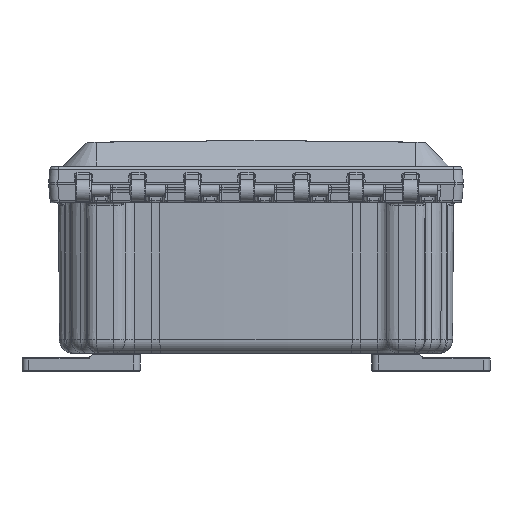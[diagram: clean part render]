
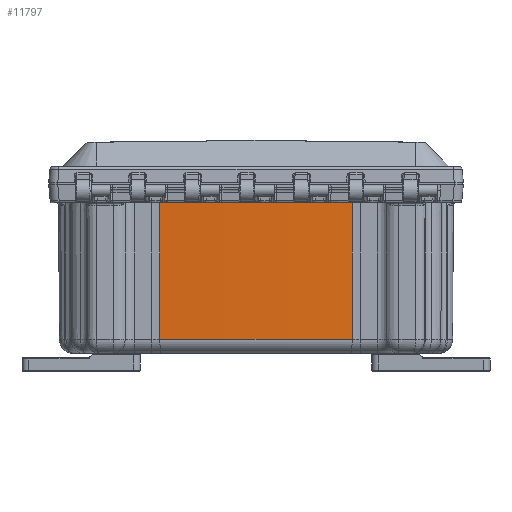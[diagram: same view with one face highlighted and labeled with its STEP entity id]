
A CAD part, left-side view. The second image highlights one B-rep face of the part: STEP entity #11797.
In plain terms, the highlighted conical face has half-angle 0.25 degrees and reference radius 1537.47 mm.
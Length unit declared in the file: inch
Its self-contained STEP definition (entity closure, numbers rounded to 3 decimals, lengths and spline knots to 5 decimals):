
#6582 = AXIS2_PLACEMENT_3D ( 'NONE', #86337, #28148, #83541 ) ;
#7809 = EDGE_CURVE ( 'NONE', #106309, #73992, #110728, .T. ) ;
#8509 = FACE_OUTER_BOUND ( 'NONE', #117258, .T. ) ;
#10280 = CARTESIAN_POINT ( 'NONE',  ( 56.32865, -0.22035, 2.11528 ) ) ;
#10321 = CARTESIAN_POINT ( 'NONE',  ( -4.13515, -2.86299, 0.09179 ) ) ;
#11797 = ADVANCED_FACE ( 'NONE', ( #8509 ), #61813, .T. ) ;
#12840 = ORIENTED_EDGE ( 'NONE', *, *, #7809, .T. ) ;
#15701 = EDGE_CURVE ( 'NONE', #46158, #73992, #106030, .T. ) ;
#17578 = AXIS2_PLACEMENT_3D ( 'NONE', #69362, #23627, #33236 ) ;
#19331 = DIRECTION ( 'NONE',  ( 0., 0., 1. ) ) ;
#23627 = DIRECTION ( 'NONE',  ( 0., 0., -1. ) ) ;
#28148 = DIRECTION ( 'NONE',  ( 0., 0., 1. ) ) ;
#29178 = AXIS2_PLACEMENT_3D ( 'NONE', #10280, #19331, #81963 ) ;
#33236 = DIRECTION ( 'NONE',  ( 1., 0., 0. ) ) ;
#39100 = CARTESIAN_POINT ( 'NONE',  ( -4.12633, -2.8626, -1.9317 ) ) ;
#45259 = LINE ( 'NONE', #10321, #65921 ) ;
#46158 = VERTEX_POINT ( 'NONE', #39100 ) ;
#47032 = DIRECTION ( 'NONE',  ( -0.004, 0., 1. ) ) ;
#58714 = VERTEX_POINT ( 'NONE', #100021 ) ;
#61813 = CONICAL_SURFACE ( 'NONE', #29178, 60.53036, 0.004 ) ;
#62590 = ORIENTED_EDGE ( 'NONE', *, *, #113222, .T. ) ;
#65921 = VECTOR ( 'NONE', #47032, 39.37008 ) ;
#69304 = VECTOR ( 'NONE', #101108, 39.37008 ) ;
#69362 = CARTESIAN_POINT ( 'NONE',  ( 56.32865, -0.22035, -1.9317 ) ) ;
#71089 = CARTESIAN_POINT ( 'NONE',  ( -4.12633, 2.4219, -1.9317 ) ) ;
#73992 = VERTEX_POINT ( 'NONE', #71089 ) ;
#80287 = CARTESIAN_POINT ( 'NONE',  ( -4.14269, 2.42261, 1.82 ) ) ;
#81963 = DIRECTION ( 'NONE',  ( -1., 0., 0. ) ) ;
#83541 = DIRECTION ( 'NONE',  ( 1., 0., 0. ) ) ;
#86128 = EDGE_CURVE ( 'NONE', #106309, #58714, #118107, .T. ) ;
#86337 = CARTESIAN_POINT ( 'NONE',  ( 56.32865, -0.22035, 1.82 ) ) ;
#88791 = ORIENTED_EDGE ( 'NONE', *, *, #86128, .F. ) ;
#99197 = ORIENTED_EDGE ( 'NONE', *, *, #15701, .F. ) ;
#100021 = CARTESIAN_POINT ( 'NONE',  ( -4.14269, -2.86332, 1.82 ) ) ;
#101108 = DIRECTION ( 'NONE',  ( 0.004, 0., -1. ) ) ;
#106030 = CIRCLE ( 'NONE', #17578, 60.5127 ) ;
#106309 = VERTEX_POINT ( 'NONE', #80287 ) ;
#109542 = CARTESIAN_POINT ( 'NONE',  ( -4.13515, 2.42228, 0.09179 ) ) ;
#110728 = LINE ( 'NONE', #109542, #69304 ) ;
#113222 = EDGE_CURVE ( 'NONE', #46158, #58714, #45259, .T. ) ;
#117258 = EDGE_LOOP ( 'NONE', ( #88791, #12840, #99197, #62590 ) ) ;
#118107 = CIRCLE ( 'NONE', #6582, 60.52907 ) ;
